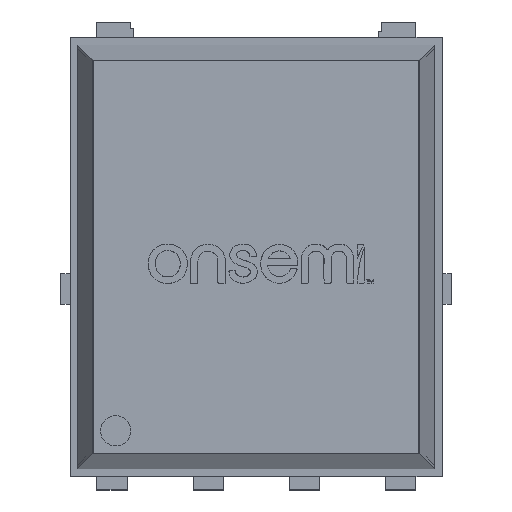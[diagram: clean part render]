
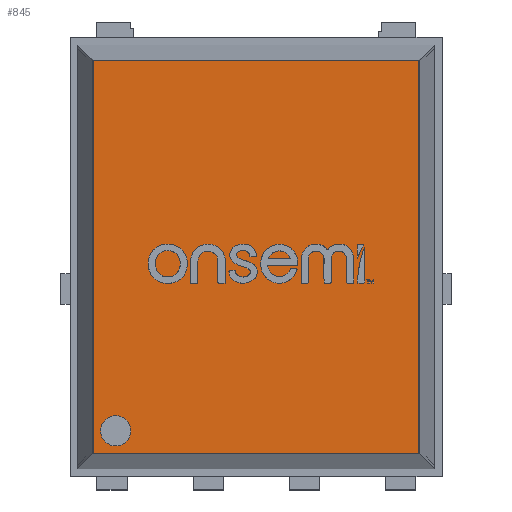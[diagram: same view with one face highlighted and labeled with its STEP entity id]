
A CAD part, top view. The second image highlights one B-rep face of the part: STEP entity #845.
In plain terms, the highlighted planar face has unit normal (0, 0, 1).
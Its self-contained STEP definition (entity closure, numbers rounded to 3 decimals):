
#482 = EDGE_CURVE ( 'NONE', #7682, #5239, #7290, .T. ) ;
#688 = DIRECTION ( 'NONE',  ( 0., -1., 0. ) ) ;
#845 = ADVANCED_FACE ( 'NONE', ( #1923 ), #4369, .F. ) ;
#918 = DIRECTION ( 'NONE',  ( 0., 0., -1. ) ) ;
#1157 = DIRECTION ( 'NONE',  ( 1., 0., 0. ) ) ;
#1350 = EDGE_CURVE ( 'NONE', #2666, #7682, #5527, .T. ) ;
#1923 = FACE_OUTER_BOUND ( 'NONE', #3311, .T. ) ;
#2398 = LINE ( 'NONE', #5366, #7606 ) ;
#2642 = VERTEX_POINT ( 'NONE', #6436 ) ;
#2666 = VERTEX_POINT ( 'NONE', #6913 ) ;
#2876 = DIRECTION ( 'NONE',  ( -1., 0., 0. ) ) ;
#3010 = EDGE_CURVE ( 'NONE', #5239, #2642, #3798, .T. ) ;
#3180 = DIRECTION ( 'NONE',  ( 0., 1., 0. ) ) ;
#3284 = DIRECTION ( 'NONE',  ( 0., -1., 0. ) ) ;
#3311 = EDGE_LOOP ( 'NONE', ( #5805, #6432, #4201, #5716 ) ) ;
#3748 = CARTESIAN_POINT ( 'NONE',  ( -2.15, -2.597, 0.12 ) ) ;
#3798 = LINE ( 'NONE', #6240, #4726 ) ;
#3892 = CARTESIAN_POINT ( 'NONE',  ( -2.15, 2.597, 0.12 ) ) ;
#4201 = ORIENTED_EDGE ( 'NONE', *, *, #6785, .T. ) ;
#4369 = PLANE ( 'NONE',  #6177 ) ;
#4726 = VECTOR ( 'NONE', #3180, 1000. ) ;
#4989 = CARTESIAN_POINT ( 'NONE',  ( -2.15, -2.597, 0.12 ) ) ;
#5239 = VERTEX_POINT ( 'NONE', #6253 ) ;
#5366 = CARTESIAN_POINT ( 'NONE',  ( 2.15, 2.597, 0.12 ) ) ;
#5527 = LINE ( 'NONE', #6140, #6186 ) ;
#5716 = ORIENTED_EDGE ( 'NONE', *, *, #1350, .T. ) ;
#5805 = ORIENTED_EDGE ( 'NONE', *, *, #482, .T. ) ;
#6140 = CARTESIAN_POINT ( 'NONE',  ( -2.15, 2.597, 0.12 ) ) ;
#6177 = AXIS2_PLACEMENT_3D ( 'NONE', #3892, #918, #3284 ) ;
#6186 = VECTOR ( 'NONE', #688, 1000. ) ;
#6240 = CARTESIAN_POINT ( 'NONE',  ( 2.15, -2.597, 0.12 ) ) ;
#6253 = CARTESIAN_POINT ( 'NONE',  ( 2.15, -2.597, 0.12 ) ) ;
#6432 = ORIENTED_EDGE ( 'NONE', *, *, #3010, .T. ) ;
#6436 = CARTESIAN_POINT ( 'NONE',  ( 2.15, 2.597, 0.12 ) ) ;
#6785 = EDGE_CURVE ( 'NONE', #2642, #2666, #2398, .T. ) ;
#6913 = CARTESIAN_POINT ( 'NONE',  ( -2.15, 2.597, 0.12 ) ) ;
#7290 = LINE ( 'NONE', #3748, #7550 ) ;
#7550 = VECTOR ( 'NONE', #1157, 1000. ) ;
#7606 = VECTOR ( 'NONE', #2876, 1000. ) ;
#7682 = VERTEX_POINT ( 'NONE', #4989 ) ;
